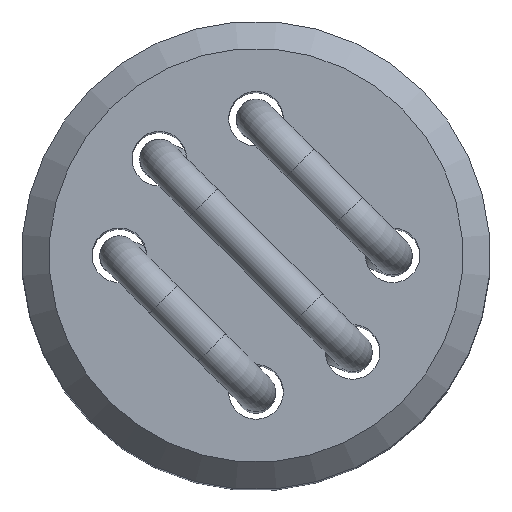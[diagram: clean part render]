
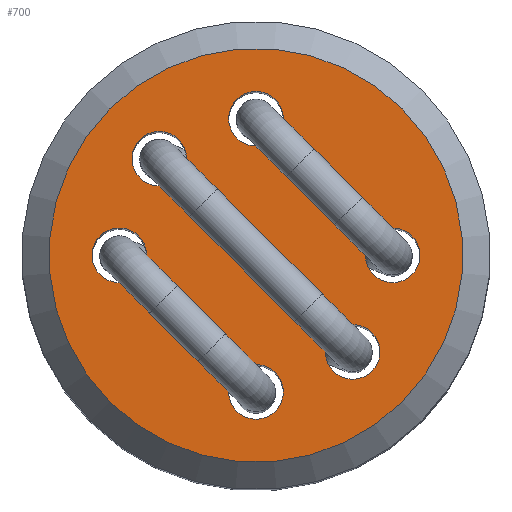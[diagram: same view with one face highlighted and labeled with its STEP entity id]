
A CAD part, top view. The second image highlights one B-rep face of the part: STEP entity #700.
In plain terms, the highlighted planar face has unit normal (0, 0, 1).
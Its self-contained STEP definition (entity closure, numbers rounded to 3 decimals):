
#700 = ADVANCED_FACE('',(#701,#712,#723,#734,#745,#756,#767),#778,.T.);
#701 = FACE_BOUND('',#702,.T.);
#702 = EDGE_LOOP('',(#703));
#703 = ORIENTED_EDGE('',*,*,#704,.T.);
#704 = EDGE_CURVE('',#705,#705,#707,.T.);
#705 = VERTEX_POINT('',#706);
#706 = CARTESIAN_POINT('',(-1.798,1.874,11.375));
#707 = CIRCLE('',#708,2.65);
#708 = AXIS2_PLACEMENT_3D('',#709,#710,#711);
#709 = CARTESIAN_POINT('',(0.076,0.001,11.375)
  );
#710 = DIRECTION('',(0.,0.,1.));
#711 = DIRECTION('',(0.707,0.707,0.));
#712 = FACE_BOUND('',#713,.T.);
#713 = EDGE_LOOP('',(#714));
#714 = ORIENTED_EDGE('',*,*,#715,.F.);
#715 = EDGE_CURVE('',#716,#716,#718,.T.);
#716 = VERTEX_POINT('',#717);
#717 = CARTESIAN_POINT('',(0.324,-1.997,11.375));
#718 = CIRCLE('',#719,0.35);
#719 = AXIS2_PLACEMENT_3D('',#720,#721,#722);
#720 = CARTESIAN_POINT('',(0.076,-1.749,11.375));
#721 = DIRECTION('',(0.,0.,1.));
#722 = DIRECTION('',(0.707,0.707,0.));
#723 = FACE_BOUND('',#724,.T.);
#724 = EDGE_LOOP('',(#725));
#725 = ORIENTED_EDGE('',*,*,#726,.F.);
#726 = EDGE_CURVE('',#727,#727,#729,.T.);
#727 = VERTEX_POINT('',#728);
#728 = CARTESIAN_POINT('',(-1.426,-0.247,11.375));
#729 = CIRCLE('',#730,0.35);
#730 = AXIS2_PLACEMENT_3D('',#731,#732,#733);
#731 = CARTESIAN_POINT('',(-1.674,0.001,11.375));
#732 = DIRECTION('',(0.,0.,1.));
#733 = DIRECTION('',(0.707,0.707,0.));
#734 = FACE_BOUND('',#735,.T.);
#735 = EDGE_LOOP('',(#736));
#736 = ORIENTED_EDGE('',*,*,#737,.F.);
#737 = EDGE_CURVE('',#738,#738,#740,.T.);
#738 = VERTEX_POINT('',#739);
#739 = CARTESIAN_POINT('',(1.561,-1.484,11.375));
#740 = CIRCLE('',#741,0.35);
#741 = AXIS2_PLACEMENT_3D('',#742,#743,#744);
#742 = CARTESIAN_POINT('',(1.314,-1.237,11.375));
#743 = DIRECTION('',(0.,0.,1.));
#744 = DIRECTION('',(0.707,0.707,0.));
#745 = FACE_BOUND('',#746,.T.);
#746 = EDGE_LOOP('',(#747));
#747 = ORIENTED_EDGE('',*,*,#748,.F.);
#748 = EDGE_CURVE('',#749,#749,#751,.T.);
#749 = VERTEX_POINT('',#750);
#750 = CARTESIAN_POINT('',(-0.914,0.99,11.375));
#751 = CIRCLE('',#752,0.35);
#752 = AXIS2_PLACEMENT_3D('',#753,#754,#755);
#753 = CARTESIAN_POINT('',(-1.161,1.238,11.375));
#754 = DIRECTION('',(0.,0.,1.));
#755 = DIRECTION('',(0.707,0.707,0.));
#756 = FACE_BOUND('',#757,.T.);
#757 = EDGE_LOOP('',(#758));
#758 = ORIENTED_EDGE('',*,*,#759,.F.);
#759 = EDGE_CURVE('',#760,#760,#762,.T.);
#760 = VERTEX_POINT('',#761);
#761 = CARTESIAN_POINT('',(2.074,-0.247,11.375));
#762 = CIRCLE('',#763,0.35);
#763 = AXIS2_PLACEMENT_3D('',#764,#765,#766);
#764 = CARTESIAN_POINT('',(1.826,0.001,11.375));
#765 = DIRECTION('',(0.,0.,1.));
#766 = DIRECTION('',(0.707,0.707,0.));
#767 = FACE_BOUND('',#768,.T.);
#768 = EDGE_LOOP('',(#769));
#769 = ORIENTED_EDGE('',*,*,#770,.F.);
#770 = EDGE_CURVE('',#771,#771,#773,.T.);
#771 = VERTEX_POINT('',#772);
#772 = CARTESIAN_POINT('',(0.324,1.503,11.375));
#773 = CIRCLE('',#774,0.35);
#774 = AXIS2_PLACEMENT_3D('',#775,#776,#777);
#775 = CARTESIAN_POINT('',(0.076,1.751,11.375));
#776 = DIRECTION('',(0.,0.,1.));
#777 = DIRECTION('',(0.707,0.707,0.));
#778 = PLANE('',#779);
#779 = AXIS2_PLACEMENT_3D('',#780,#781,#782);
#780 = CARTESIAN_POINT('',(0.076,0.001,11.375)
  );
#781 = DIRECTION('',(0.,0.,1.));
#782 = DIRECTION('',(0.707,0.707,0.));
